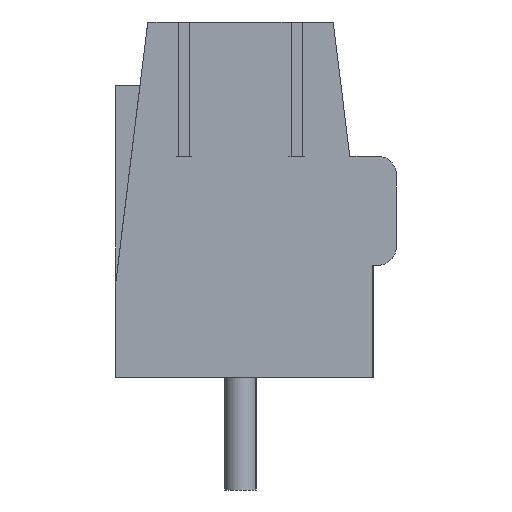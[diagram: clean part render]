
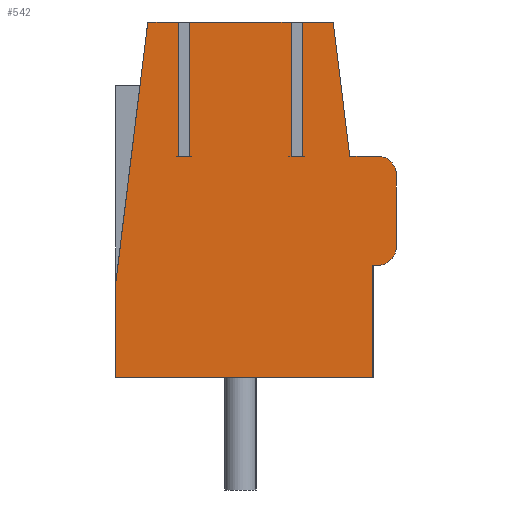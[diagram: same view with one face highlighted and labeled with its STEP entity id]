
A CAD part, left-side view. The second image highlights one B-rep face of the part: STEP entity #542.
In plain terms, the highlighted planar face has unit normal (-1, 0, 0).
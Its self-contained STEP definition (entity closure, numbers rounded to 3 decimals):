
#13=DIRECTION('',(0.,0.,1.));
#21=EDGE_CURVE('',#22,#24,#26,.T.);
#22=VERTEX_POINT('',#23);
#23=CARTESIAN_POINT('',(-2.5,-4.25,0.));
#24=VERTEX_POINT('',#25);
#25=CARTESIAN_POINT('',(-2.5,4.,0.));
#26=LINE('',#23,#27);
#27=VECTOR('',#28,1.);
#28=DIRECTION('',(0.,1.,0.));
#50=DIRECTION('',(0.,0.,-1.));
#58=DIRECTION('',(1.,0.,0.));
#66=DIRECTION('',(0.,-1.,0.));
#542=ADVANCED_FACE('',(#543),#651,.F.);
#543=FACE_BOUND('',#544,.F.);
#544=EDGE_LOOP('',(#545,#556,#562,#567,#568,#574,#581,#588,#593,#598,#603,#607,#612,#617,#622,#626,#633,#640,#647));
#545=ORIENTED_EDGE('',*,*,#546,.F.);
#546=EDGE_CURVE('',#547,#549,#551,.T.);
#547=VERTEX_POINT('',#548);
#548=CARTESIAN_POINT('',(-2.5,-4.4,3.6));
#549=VERTEX_POINT('',#550);
#550=CARTESIAN_POINT('',(-2.5,-5.,4.2));
#551=CIRCLE('',#552,0.6);
#552=AXIS2_PLACEMENT_3D('',#553,#554,#555);
#553=CARTESIAN_POINT('',(-2.5,-4.4,4.2));
#554=DIRECTION('',(-1.,0.,-0.));
#555=DIRECTION('',(-0.,0.,1.));
#556=ORIENTED_EDGE('',*,*,#557,.T.);
#557=EDGE_CURVE('',#547,#558,#560,.T.);
#558=VERTEX_POINT('',#559);
#559=CARTESIAN_POINT('',(-2.5,-4.25,3.6));
#560=LINE('',#561,#27);
#561=CARTESIAN_POINT('',(-2.5,-5.,3.6));
#562=ORIENTED_EDGE('',*,*,#563,.T.);
#563=EDGE_CURVE('',#558,#22,#564,.T.);
#564=LINE('',#565,#566);
#565=CARTESIAN_POINT('',(-2.5,-4.25,11.4));
#566=VECTOR('',#50,1.);
#567=ORIENTED_EDGE('',*,*,#21,.T.);
#568=ORIENTED_EDGE('',*,*,#569,.T.);
#569=EDGE_CURVE('',#24,#570,#572,.T.);
#570=VERTEX_POINT('',#571);
#571=CARTESIAN_POINT('',(-2.5,4.,3.));
#572=LINE('',#25,#573);
#573=VECTOR('',#13,1.);
#574=ORIENTED_EDGE('',*,*,#575,.F.);
#575=EDGE_CURVE('',#576,#570,#578,.T.);
#576=VERTEX_POINT('',#577);
#577=CARTESIAN_POINT('',(-2.5,2.97,11.4));
#578=LINE('',#577,#579);
#579=VECTOR('',#580,1.);
#580=DIRECTION('',(0.,0.122,-0.993));
#581=ORIENTED_EDGE('',*,*,#582,.T.);
#582=EDGE_CURVE('',#576,#583,#585,.T.);
#583=VERTEX_POINT('',#584);
#584=CARTESIAN_POINT('',(-2.5,1.978,11.4));
#585=LINE('',#586,#587);
#586=CARTESIAN_POINT('',(-2.5,4.,11.4));
#587=VECTOR('',#66,1.);
#588=ORIENTED_EDGE('',*,*,#589,.F.);
#589=EDGE_CURVE('',#590,#583,#592,.T.);
#590=VERTEX_POINT('',#591);
#591=CARTESIAN_POINT('',(-2.5,1.978,7.1));
#592=LINE('',#591,#573);
#593=ORIENTED_EDGE('',*,*,#594,.F.);
#594=EDGE_CURVE('',#595,#590,#597,.T.);
#595=VERTEX_POINT('',#596);
#596=CARTESIAN_POINT('',(-2.5,1.623,7.1));
#597=LINE('',#596,#27);
#598=ORIENTED_EDGE('',*,*,#599,.T.);
#599=EDGE_CURVE('',#595,#600,#602,.T.);
#600=VERTEX_POINT('',#601);
#601=CARTESIAN_POINT('',(-2.5,1.623,11.4));
#602=LINE('',#596,#573);
#603=ORIENTED_EDGE('',*,*,#604,.T.);
#604=EDGE_CURVE('',#600,#605,#585,.T.);
#605=VERTEX_POINT('',#606);
#606=CARTESIAN_POINT('',(-2.5,-1.623,11.4));
#607=ORIENTED_EDGE('',*,*,#608,.F.);
#608=EDGE_CURVE('',#609,#605,#611,.T.);
#609=VERTEX_POINT('',#610);
#610=CARTESIAN_POINT('',(-2.5,-1.623,7.1));
#611=LINE('',#610,#573);
#612=ORIENTED_EDGE('',*,*,#613,.F.);
#613=EDGE_CURVE('',#614,#609,#616,.T.);
#614=VERTEX_POINT('',#615);
#615=CARTESIAN_POINT('',(-2.5,-1.978,7.1));
#616=LINE('',#615,#27);
#617=ORIENTED_EDGE('',*,*,#618,.T.);
#618=EDGE_CURVE('',#614,#619,#621,.T.);
#619=VERTEX_POINT('',#620);
#620=CARTESIAN_POINT('',(-2.5,-1.978,11.4));
#621=LINE('',#615,#573);
#622=ORIENTED_EDGE('',*,*,#623,.T.);
#623=EDGE_CURVE('',#619,#624,#585,.T.);
#624=VERTEX_POINT('',#625);
#625=CARTESIAN_POINT('',(-2.5,-2.976,11.4));
#626=ORIENTED_EDGE('',*,*,#627,.T.);
#627=EDGE_CURVE('',#624,#628,#630,.T.);
#628=VERTEX_POINT('',#629);
#629=CARTESIAN_POINT('',(-2.5,-3.506,7.1));
#630=LINE('',#625,#631);
#631=VECTOR('',#632,1.);
#632=DIRECTION('',(0.,-0.122,-0.992));
#633=ORIENTED_EDGE('',*,*,#634,.F.);
#634=EDGE_CURVE('',#635,#628,#637,.T.);
#635=VERTEX_POINT('',#636);
#636=CARTESIAN_POINT('',(-2.5,-4.4,7.1));
#637=LINE('',#636,#638);
#638=VECTOR('',#639,1.);
#639=DIRECTION('',(0.,1.,0.));
#640=ORIENTED_EDGE('',*,*,#641,.T.);
#641=EDGE_CURVE('',#635,#642,#644,.T.);
#642=VERTEX_POINT('',#643);
#643=CARTESIAN_POINT('',(-2.5,-5.,6.5));
#644=CIRCLE('',#645,0.6);
#645=AXIS2_PLACEMENT_3D('',#646,#58,#555);
#646=CARTESIAN_POINT('',(-2.5,-4.4,6.5));
#647=ORIENTED_EDGE('',*,*,#648,.T.);
#648=EDGE_CURVE('',#642,#549,#649,.T.);
#649=LINE('',#650,#566);
#650=CARTESIAN_POINT('',(-2.5,-5.,7.1));
#651=PLANE('',#652);
#652=AXIS2_PLACEMENT_3D('',#653,#58,#555);
#653=CARTESIAN_POINT('',(-2.5,-0.125,5.7));
